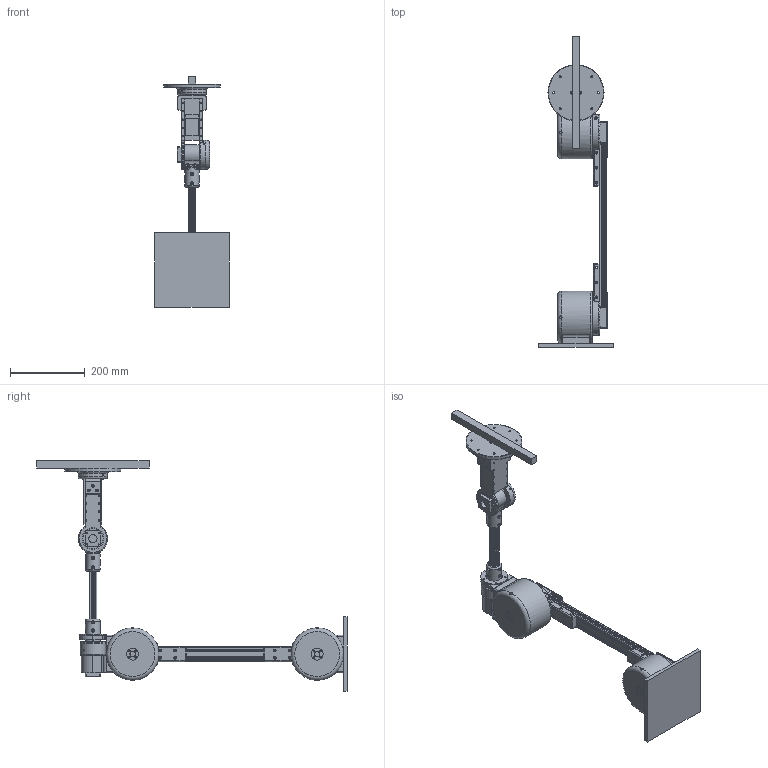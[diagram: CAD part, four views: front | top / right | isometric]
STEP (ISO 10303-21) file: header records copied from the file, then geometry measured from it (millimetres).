
FILE_DESCRIPTION(/* description */ (''),/* implementation_level */ '2;1');
FILE_NAME(/* name */ 'Robot Arm full V1.step',/* time_stamp */ '2020-07-10T13:27:02+02:00',/* author */ (''),/* organization */ (''),/* preprocessor_version */ 'ST-DEVELOPER v18.1',/* originating_system */ 'Autodesk Translation Framework v9.3.0.1241',/* authorisation */ '');
FILE_SCHEMA (('AUTOMOTIVE_DESIGN { 1 0 10303 214 3 1 1 }'));
Length unit declared in the file: millimetre
Products named in the file (45): Robot Arm full V1; Aluminium Profile 1; Axis 2; Bearingholder 2; Bearingholder 1; Axis 4; PGB Holder; Component20; Shoe part 1; Shoe part 2; Aluminium Profile 2; Bearing 52mm; Component27; Shoe Bearing; Component29; Axis 5 V2; Bearing Holder; Component42; Component43; Component45; Profile Adapter; Shoe part 1 (1); Shoe part 2 (1); Planetary Gearbox (1); Nema 17; Cover Plate; Axis 6; PGB Holder (1); Shaft Adapter 8mm; Bearing  58mm; Bearing Holder (1); Component55; Adapter Plate; Base; Axis 2_1; Axis 3 shoe; Bearingholder 2_1; Component13; Shaft Adapter; Bearingholder 1_1 ...
Assembly tree (61 placements, depth 4):
  Robot Arm full V1
    Aluminium Profile 1
    Axis 2
      Axis 3 shoe
      Bearingholder 2
        Component13
      Shaft Adapter
      Bearingholder 1
        Ring
      Bearing 100mm  x2
      Nema 23 Mounting Plate
      Planetary Gearbox
    Axis 4
      Planetary Gearbox (1)
      PGB Holder
        Component20
      Bearing  58mm
      Shaft Adapter 8mm
      Shoe part 1
      Shoe part 2
      Aluminium Profile 2
      Bearing 52mm
        Component27
      Shoe Bearing
        Component29
    Axis 5 V2
      Planetary Gearbox (1)  x2
      Bearing  58mm  x2
      Shaft Adapter 8mm
      Bearing Holder
        Component42
        Component43
        Component45
      Profile Adapter
      Shoe part 1 (1)
      Shoe part 2 (1)
      Nema 17
      Cover Plate  x2
    Axis 6
      PGB Holder (1)
      Shaft Adapter 8mm
      Bearing  58mm
      Bearing Holder (1)
        Component55
      Adapter Plate
    Base
    Axis 2_1
      Axis 3 shoe
      Bearingholder 2_1
        Component13
      Shaft Adapter
      Bearingholder 1_1
        Ring
      Bearing 100mm  x2
      Nema 23 Mounting Plate
      Planetary Gearbox
    Testobject
Bounding box: 200 x 830 x 617.8 mm (x, y, z)
Volume: 4858634.1 mm3; surface area: 1165413.1 mm2
Topology: 55 solids, 55 shells, 2004 faces, 4894 edges, 3233 vertices
Faces by surface type: plane 1195, cylinder 760, torus 27, bspline 16, sphere 4, cone 2
Full cylindrical faces by diameter (mm): 2.529 x4, 3 x12, 3.1 x80, 3.332 x30, 4 x20, 4.1 x100, 4.2 x8, 4.293 x3, 5 x1, 5.1 x72, 5.5 x12, 6 x8, 7.1 x46, 8 x8, 8.5 x32, 10 x2, 14 x2, 14.4 x2, 15 x2, 16 x3, 18 x8, 19 x2, 19.2 x2, 22 x6, 25 x6, 32 x7, 38 x3, 38.2 x2, 40 x2, 42 x6
Entity records: 52887 total; most frequent: CARTESIAN_POINT 11029, DIRECTION 8573, ORIENTED_EDGE 7950, EDGE_CURVE 3975, AXIS2_PLACEMENT_3D 3046, VERTEX_POINT 2637, LINE 2481, VECTOR 2481
